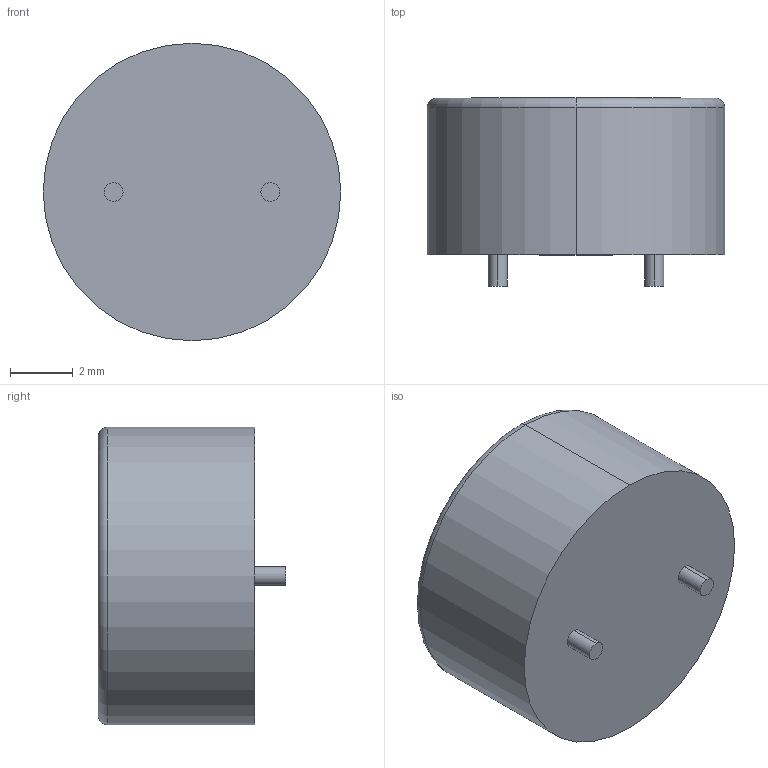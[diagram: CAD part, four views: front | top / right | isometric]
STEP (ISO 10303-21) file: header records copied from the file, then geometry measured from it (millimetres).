
FILE_DESCRIPTION (( 'STEP AP214' ), '1' );
FILE_NAME ('Buzzer_AI-1027-TWT-3V-R.STEP', '2014-10-13T14:05:59', ( 'Master' ), ( '' ), 'SwSTEP 2.0', 'SolidWorks 2013', '' );
FILE_SCHEMA (( 'AUTOMOTIVE_DESIGN' ));
Length unit declared in the file: millimetre
Products named in the file (1): Buzzer_AI-1027-TWT-3V-R
Bounding box: 9.5 x 6 x 9.5 mm (x, y, z)
Volume: 350.1 mm3; surface area: 302.9 mm2
Topology: 1 solids, 1 shells, 31 faces, 64 edges, 42 vertices
Faces by surface type: plane 17, cylinder 12, torus 2
Entity records: 864 total; most frequent: DIRECTION 156, CARTESIAN_POINT 138, ORIENTED_EDGE 128, EDGE_CURVE 64, AXIS2_PLACEMENT_3D 60, VERTEX_POINT 42, EDGE_LOOP 38, VECTOR 36
